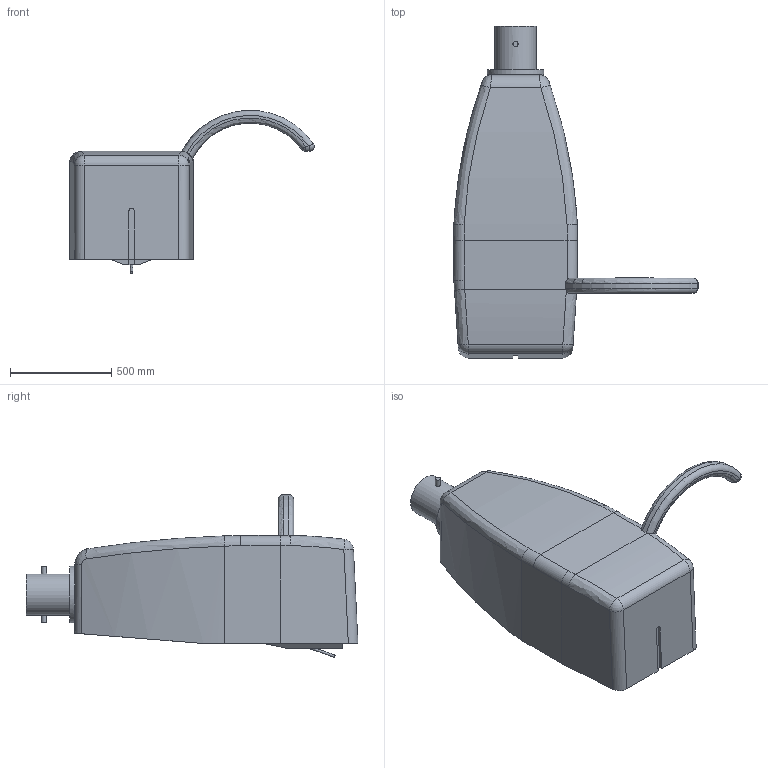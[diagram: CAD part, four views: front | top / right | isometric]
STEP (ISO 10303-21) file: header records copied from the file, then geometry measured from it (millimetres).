
FILE_DESCRIPTION(/* description */ (''),/* implementation_level */ '2;1');
FILE_NAME(/* name */ 'SPU_model_[STP].stp',/* time_stamp */ '2022-01-06T14:56:11+01:00',/* author */ ('Odwalla'),/* organization */ (''),/* preprocessor_version */ 'ST-DEVELOPER v18.1',/* originating_system */ 'AutoCAD Mechanical',/* authorisation */ '');
FILE_SCHEMA (('AUTOMOTIVE_DESIGN { 1 0 10303 214 3 1 1 }'));
Length unit declared in the file: inch
Products named in the file (1): Product
Bounding box: 1206.2 x 1638.3 x 805.35 mm (x, y, z)
Volume: 262743080.8 mm3; surface area: 5910073.2 mm2
Topology: 2 solids, 2 shells, 110 faces, 272 edges, 170 vertices
Faces by surface type: plane 47, cylinder 41, sphere 10, torus 6, bspline 6
Full cylindrical faces by diameter (mm): 12.7 x1, 25.4 x2, 30.48 x4, 152.4 x1, 203.2 x1, 279.4 x1
Entity records: 3793 total; most frequent: CARTESIAN_POINT 1174, DIRECTION 539, ORIENTED_EDGE 536, EDGE_CURVE 268, AXIS2_PLACEMENT_3D 202, VERTEX_POINT 170, LINE 135, VECTOR 135
